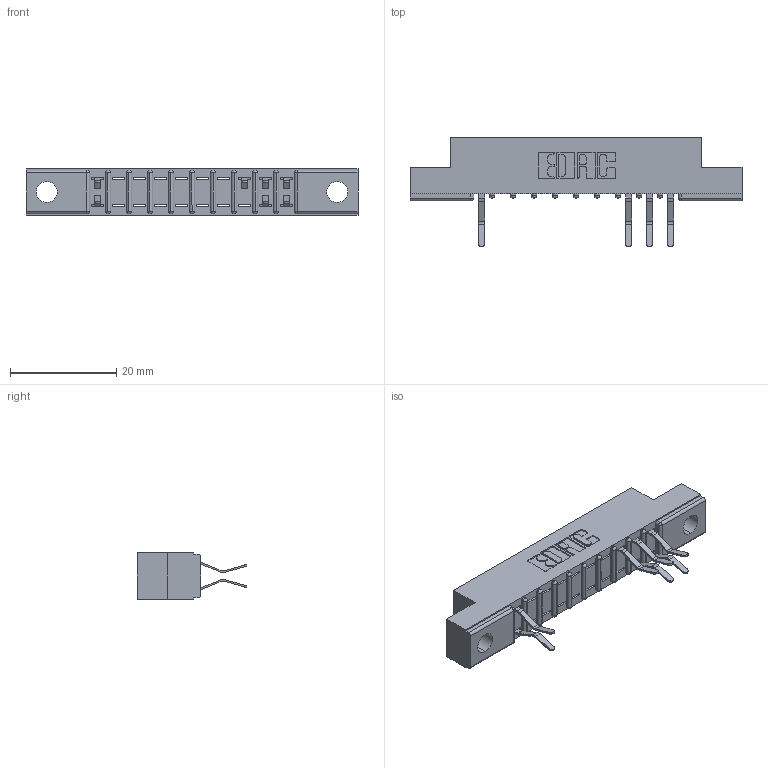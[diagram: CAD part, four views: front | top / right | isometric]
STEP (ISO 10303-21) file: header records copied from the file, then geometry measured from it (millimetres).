
FILE_DESCRIPTION (( 'STEP AP203' ), '1' );
FILE_NAME ('307-020-560-202.STEP', '2018-08-04T02:03:14', ( '' ), ( '' ), 'SwSTEP 2.0', 'SolidWorks 2016', '' );
FILE_SCHEMA (( 'CONFIG_CONTROL_DESIGN' ));
Length unit declared in the file: inch
Products named in the file (3): 307 Part_.128 Dia Mounting Holes; 307-290-001_560; 307-020-560-202
Assembly tree (8 placements, depth 2):
  307-020-560-202
    307 Part_.128 Dia Mounting Holes
    307-290-001_560  x7
Bounding box: 62.64 x 20.73 x 8.71 mm (x, y, z)
Volume: 3851 mm3; surface area: 5081.9 mm2
Topology: 8 solids, 8 shells, 609 faces, 1733 edges, 1114 vertices
Faces by surface type: plane 379, cylinder 208, sphere 22
Entity records: 12528 total; most frequent: CARTESIAN_POINT 2113, ORIENTED_EDGE 2102, DIRECTION 2071, EDGE_CURVE 1051, LINE 791, VECTOR 791, VERTEX_POINT 682, AXIS2_PLACEMENT_3D 640
